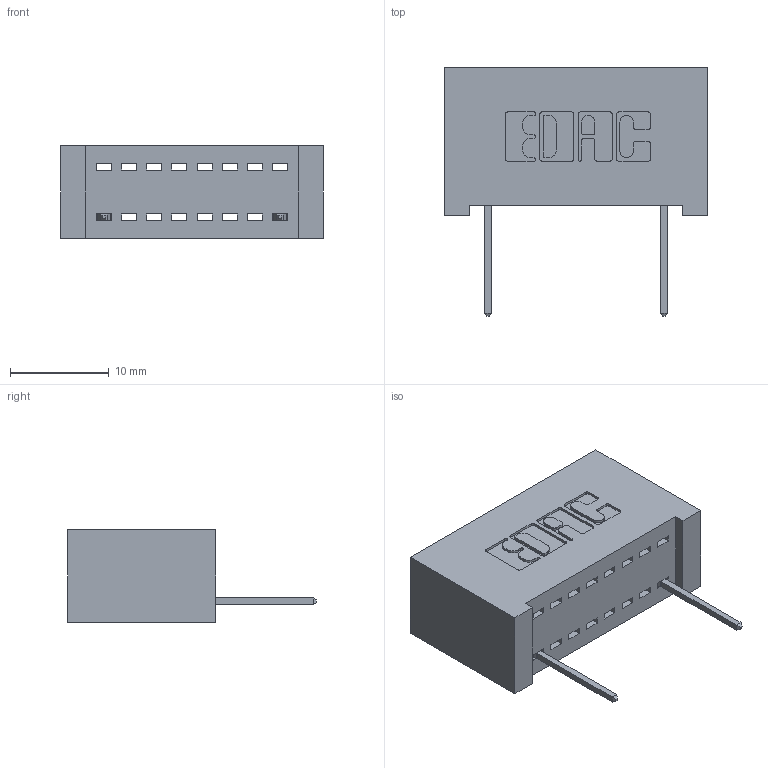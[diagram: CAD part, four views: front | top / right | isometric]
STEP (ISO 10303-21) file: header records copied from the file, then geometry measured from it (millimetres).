
FILE_DESCRIPTION (( 'STEP AP203' ), '1' );
FILE_NAME ('392-008-523-101.STEP', '2018-08-14T19:12:02', ( '' ), ( '' ), 'SwSTEP 2.0', 'SolidWorks 2016', '' );
FILE_SCHEMA (( 'CONFIG_CONTROL_DESIGN' ));
Length unit declared in the file: inch
Products named in the file (3): 392-008-523-101; 342 Part_Lugless; 345-292-001_345-293-123
Assembly tree (3 placements, depth 2):
  392-008-523-101
    342 Part_Lugless
    345-292-001_345-293-123  x2
Bounding box: 26.57 x 25.15 x 9.4 mm (x, y, z)
Volume: 2543.9 mm3; surface area: 3070.4 mm2
Topology: 3 solids, 3 shells, 290 faces, 879 edges, 582 vertices
Faces by surface type: plane 218, cylinder 72
Entity records: 8705 total; most frequent: CARTESIAN_POINT 1540, ORIENTED_EDGE 1490, DIRECTION 1353, EDGE_CURVE 745, LINE 625, VECTOR 625, VERTEX_POINT 494, AXIS2_PLACEMENT_3D 364
